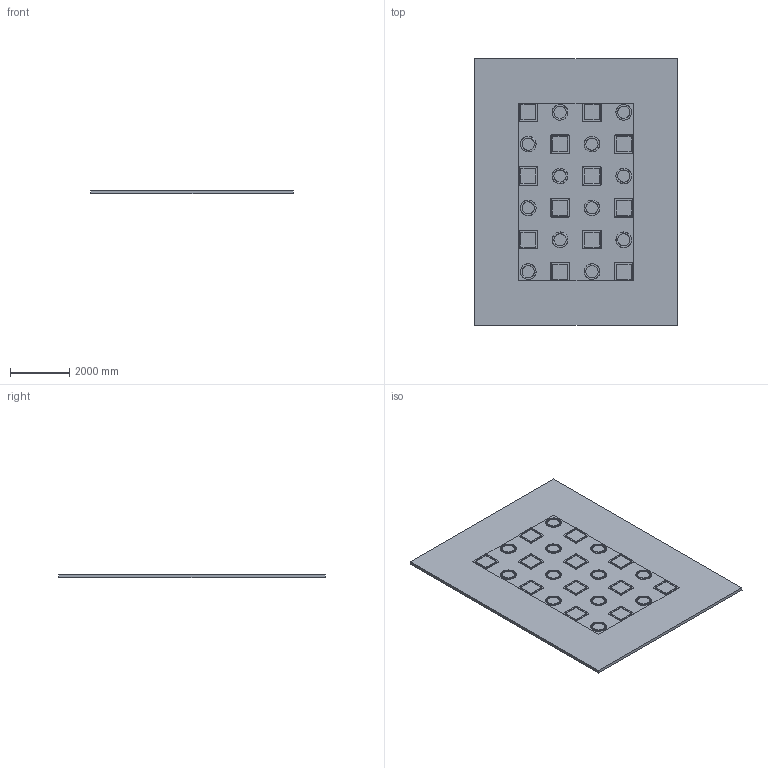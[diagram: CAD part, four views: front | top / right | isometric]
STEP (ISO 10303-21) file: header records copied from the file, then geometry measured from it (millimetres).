
FILE_DESCRIPTION(/* description */ (''),/* implementation_level */ '2;1');
FILE_NAME(/* name */ 'AnneauxCombines v10.step',/* time_stamp */ '2023-12-06T16:27:22+01:00',/* author */ (''),/* organization */ (''),/* preprocessor_version */ 'ST-DEVELOPER v20',/* originating_system */ 'Autodesk Translation Framework v12.14.0.127',/* authorisation */ '');
FILE_SCHEMA (('AUTOMOTIVE_DESIGN { 1 0 10303 214 3 1 1 }'));
Length unit declared in the file: millimetre
Products named in the file (4): AnneauxCombines; Atelier; AreaIn; AreaOut
Assembly tree (3 placements, depth 2):
  AnneauxCombines
    Atelier
    AreaIn
    AreaOut
Bounding box: 6848.25 x 9000.97 x 120.25 mm (x, y, z)
Surface area: 181308642.6 mm2
Topology: 26 solids, 26 shells, 468 faces, 1140 edges, 712 vertices
Faces by surface type: cylinder 192, plane 144, torus 108, bspline 24
Entity records: 17281 total; most frequent: CARTESIAN_POINT 5760, DIRECTION 2584, ORIENTED_EDGE 2280, EDGE_CURVE 1140, AXIS2_PLACEMENT_3D 1040, VERTEX_POINT 712, CIRCLE 588, LINE 504
